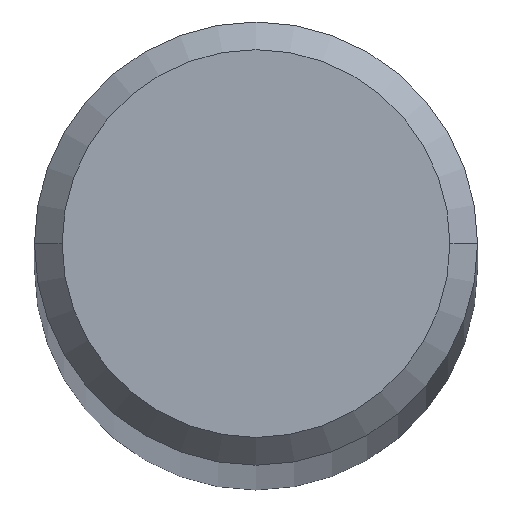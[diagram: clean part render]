
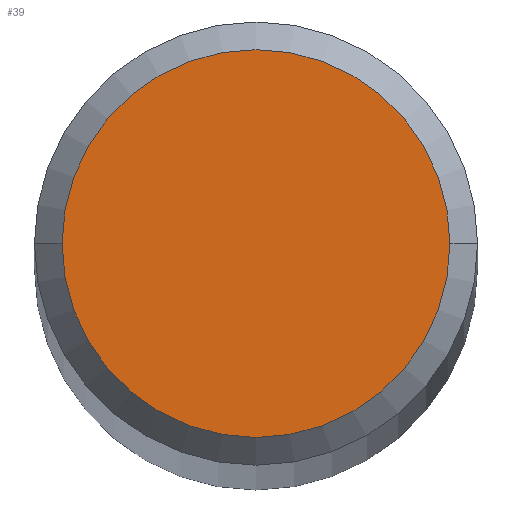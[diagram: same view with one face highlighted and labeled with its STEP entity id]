
A CAD part, top view. The second image highlights one B-rep face of the part: STEP entity #39.
In plain terms, the highlighted planar face has unit normal (0, 0, 1).
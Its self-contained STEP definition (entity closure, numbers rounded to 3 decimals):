
#7 = CARTESIAN_POINT ( 'NONE',  ( 0., 0., 128.6 ) ) ;
#20 = EDGE_CURVE ( 'NONE', #139, #184, #87, .T. ) ;
#31 = DIRECTION ( 'NONE',  ( 0., 0., 1. ) ) ;
#34 = CARTESIAN_POINT ( 'NONE',  ( -3.5, 0., 128.6 ) ) ;
#39 = ADVANCED_FACE ( 'NONE', ( #62 ), #75, .T. ) ;
#59 = AXIS2_PLACEMENT_3D ( 'NONE', #154, #239, #95 ) ;
#62 = FACE_OUTER_BOUND ( 'NONE', #151, .T. ) ;
#75 = PLANE ( 'NONE',  #261 ) ;
#87 = CIRCLE ( 'NONE', #59, 3.5 ) ;
#95 = DIRECTION ( 'NONE',  ( 1., 0., 0. ) ) ;
#109 = ORIENTED_EDGE ( 'NONE', *, *, #20, .T. ) ;
#118 = ORIENTED_EDGE ( 'NONE', *, *, #149, .T. ) ;
#136 = CARTESIAN_POINT ( 'NONE',  ( 3.5, 0., 128.6 ) ) ;
#139 = VERTEX_POINT ( 'NONE', #136 ) ;
#149 = EDGE_CURVE ( 'NONE', #184, #139, #275, .T. ) ;
#151 = EDGE_LOOP ( 'NONE', ( #118, #109 ) ) ;
#154 = CARTESIAN_POINT ( 'NONE',  ( 0., 0., 128.6 ) ) ;
#178 = DIRECTION ( 'NONE',  ( 0., 0., 1. ) ) ;
#184 = VERTEX_POINT ( 'NONE', #34 ) ;
#188 = AXIS2_PLACEMENT_3D ( 'NONE', #7, #178, #226 ) ;
#216 = CARTESIAN_POINT ( 'NONE',  ( 0., 0., 128.6 ) ) ;
#217 = DIRECTION ( 'NONE',  ( 1., 0., 0. ) ) ;
#226 = DIRECTION ( 'NONE',  ( 1., 0., 0. ) ) ;
#239 = DIRECTION ( 'NONE',  ( 0., 0., 1. ) ) ;
#261 = AXIS2_PLACEMENT_3D ( 'NONE', #216, #31, #217 ) ;
#275 = CIRCLE ( 'NONE', #188, 3.5 ) ;
